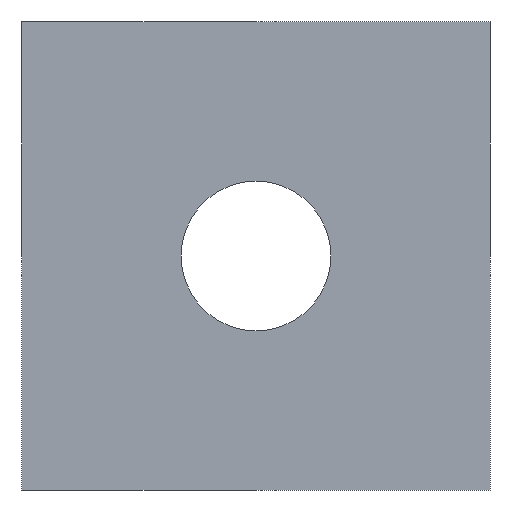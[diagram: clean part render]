
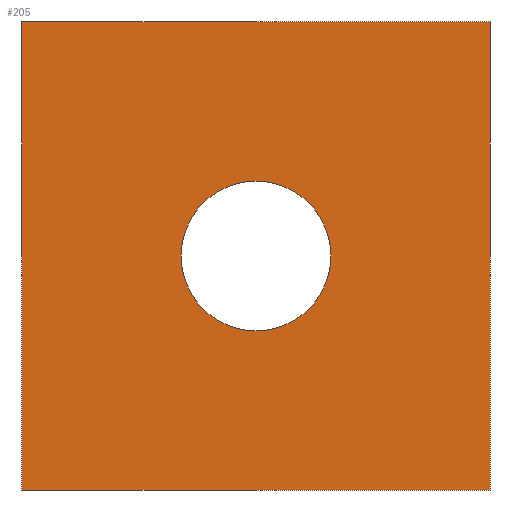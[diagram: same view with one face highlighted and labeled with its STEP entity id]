
A CAD part, front view. The second image highlights one B-rep face of the part: STEP entity #205.
In plain terms, the highlighted planar face has unit normal (0, -1, 0).
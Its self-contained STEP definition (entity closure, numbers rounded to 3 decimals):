
#5 = EDGE_CURVE ( 'NONE', #161, #23, #411, .T. ) ;
#15 = EDGE_CURVE ( 'NONE', #161, #214, #135, .T. ) ;
#16 = AXIS2_PLACEMENT_3D ( 'NONE', #333, #485, #524 ) ;
#21 = EDGE_CURVE ( 'NONE', #214, #533, #284, .T. ) ;
#23 = VERTEX_POINT ( 'NONE', #472 ) ;
#44 = VECTOR ( 'NONE', #514, 1000. ) ;
#80 = ORIENTED_EDGE ( 'NONE', *, *, #15, .T. ) ;
#83 = EDGE_CURVE ( 'NONE', #329, #368, #97, .T. ) ;
#89 = VECTOR ( 'NONE', #506, 1000. ) ;
#97 = CIRCLE ( 'NONE', #203, 8. ) ;
#111 = VECTOR ( 'NONE', #531, 1000. ) ;
#120 = DIRECTION ( 'NONE',  ( 0., 1., 0. ) ) ;
#122 = EDGE_LOOP ( 'NONE', ( #503, #289 ) ) ;
#135 = LINE ( 'NONE', #350, #89 ) ;
#158 = CARTESIAN_POINT ( 'NONE',  ( 0., 0., 0. ) ) ;
#161 = VERTEX_POINT ( 'NONE', #357 ) ;
#169 = CARTESIAN_POINT ( 'NONE',  ( 50., 0., 50. ) ) ;
#197 = VECTOR ( 'NONE', #510, 1000. ) ;
#201 = DIRECTION ( 'NONE',  ( 0., 1., 0. ) ) ;
#203 = AXIS2_PLACEMENT_3D ( 'NONE', #280, #120, #355 ) ;
#205 = ADVANCED_FACE ( 'NONE', ( #302, #429 ), #396, .F. ) ;
#214 = VERTEX_POINT ( 'NONE', #158 ) ;
#240 = ORIENTED_EDGE ( 'NONE', *, *, #21, .T. ) ;
#245 = DIRECTION ( 'NONE',  ( 0., 0., 1. ) ) ;
#256 = EDGE_CURVE ( 'NONE', #23, #533, #398, .T. ) ;
#257 = CARTESIAN_POINT ( 'NONE',  ( 25., 0., 33. ) ) ;
#270 = CIRCLE ( 'NONE', #16, 8. ) ;
#275 = CARTESIAN_POINT ( 'NONE',  ( 0., 0., 0. ) ) ;
#277 = CARTESIAN_POINT ( 'NONE',  ( 0., 0., 50. ) ) ;
#280 = CARTESIAN_POINT ( 'NONE',  ( 25., 0., 25. ) ) ;
#284 = LINE ( 'NONE', #275, #44 ) ;
#289 = ORIENTED_EDGE ( 'NONE', *, *, #388, .T. ) ;
#302 = FACE_BOUND ( 'NONE', #122, .T. ) ;
#318 = ORIENTED_EDGE ( 'NONE', *, *, #5, .F. ) ;
#329 = VERTEX_POINT ( 'NONE', #257 ) ;
#333 = CARTESIAN_POINT ( 'NONE',  ( 25., 0., 25. ) ) ;
#334 = CARTESIAN_POINT ( 'NONE',  ( 50., 0., 0. ) ) ;
#350 = CARTESIAN_POINT ( 'NONE',  ( 0., 0., 50. ) ) ;
#355 = DIRECTION ( 'NONE',  ( 0., 0., 1. ) ) ;
#357 = CARTESIAN_POINT ( 'NONE',  ( 0., 0., 50. ) ) ;
#368 = VERTEX_POINT ( 'NONE', #443 ) ;
#388 = EDGE_CURVE ( 'NONE', #368, #329, #270, .T. ) ;
#396 = PLANE ( 'NONE',  #490 ) ;
#398 = LINE ( 'NONE', #169, #111 ) ;
#411 = LINE ( 'NONE', #277, #197 ) ;
#429 = FACE_OUTER_BOUND ( 'NONE', #520, .T. ) ;
#437 = CARTESIAN_POINT ( 'NONE',  ( 0., 0., 50. ) ) ;
#440 = ORIENTED_EDGE ( 'NONE', *, *, #256, .F. ) ;
#443 = CARTESIAN_POINT ( 'NONE',  ( 25., 0., 17. ) ) ;
#472 = CARTESIAN_POINT ( 'NONE',  ( 50., 0., 50. ) ) ;
#485 = DIRECTION ( 'NONE',  ( 0., 1., 0. ) ) ;
#490 = AXIS2_PLACEMENT_3D ( 'NONE', #437, #201, #245 ) ;
#503 = ORIENTED_EDGE ( 'NONE', *, *, #83, .T. ) ;
#506 = DIRECTION ( 'NONE',  ( 0., 0., -1. ) ) ;
#510 = DIRECTION ( 'NONE',  ( 1., 0., 0. ) ) ;
#514 = DIRECTION ( 'NONE',  ( 1., 0., 0. ) ) ;
#520 = EDGE_LOOP ( 'NONE', ( #240, #440, #318, #80 ) ) ;
#524 = DIRECTION ( 'NONE',  ( 0., 0., 1. ) ) ;
#531 = DIRECTION ( 'NONE',  ( 0., 0., -1. ) ) ;
#533 = VERTEX_POINT ( 'NONE', #334 ) ;
